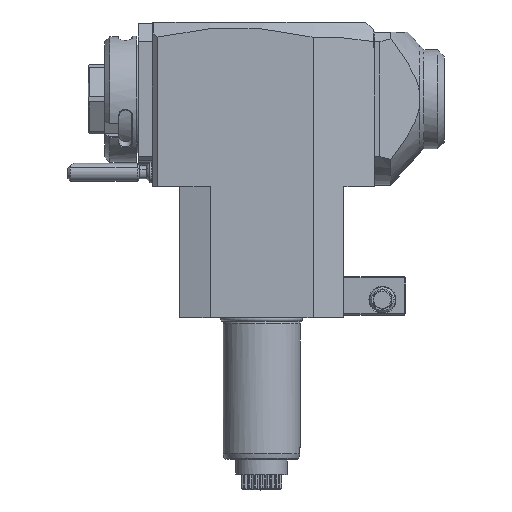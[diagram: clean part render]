
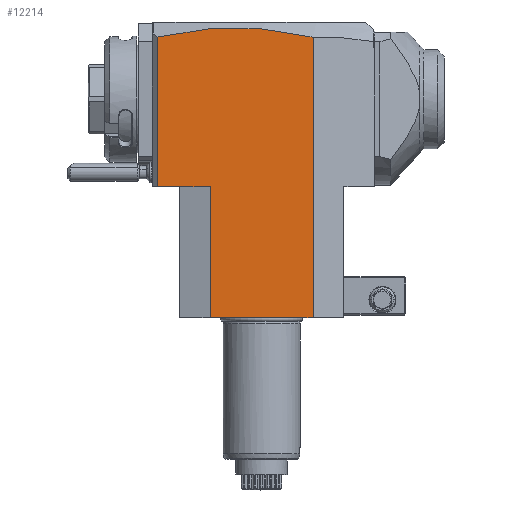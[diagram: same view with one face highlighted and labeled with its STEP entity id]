
A CAD part, top view. The second image highlights one B-rep face of the part: STEP entity #12214.
In plain terms, the highlighted planar face has unit normal (0, 0, 1).
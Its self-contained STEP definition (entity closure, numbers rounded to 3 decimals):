
#17=DIRECTION('',(-1.,0.,0.));
#18=VECTOR('',#17,40.);
#19=CARTESIAN_POINT('',(20.,0.,32.));
#20=LINE('',#19,#18);
#1014=DIRECTION('',(0.,1.,0.));
#1015=VECTOR('',#1014,109.092);
#1016=CARTESIAN_POINT('',(20.,0.,32.));
#1017=LINE('',#1016,#1015);
#1040=DIRECTION('',(-1.,0.,0.));
#1041=VECTOR('',#1040,20.5);
#1042=CARTESIAN_POINT('',(-20.,51.,32.));
#1043=LINE('',#1042,#1041);
#1044=CARTESIAN_POINT('',(-40.5,109.133,32.));
#1045=CARTESIAN_POINT('',(-35.458,110.345,32.));
#1046=CARTESIAN_POINT('',(-25.373,112.145,32.));
#1047=CARTESIAN_POINT('',(-10.247,113.032,32.));
#1048=CARTESIAN_POINT('',(4.877,112.124,32.));
#1049=CARTESIAN_POINT('',(14.959,110.311,32.));
#1050=CARTESIAN_POINT('',(20.,109.092,32.));
#1064=DIRECTION('',(0.,-1.,0.));
#1065=VECTOR('',#1064,58.133);
#1066=CARTESIAN_POINT('',(-40.5,109.133,32.));
#1067=LINE('',#1066,#1065);
#1077=DIRECTION('',(0.,-1.,0.));
#1078=VECTOR('',#1077,51.);
#1079=CARTESIAN_POINT('',(-20.,51.,32.));
#1080=LINE('',#1079,#1078);
#10481=VERTEX_POINT('',#1044);
#10482=VERTEX_POINT('',#1050);
#10851=CARTESIAN_POINT('',(-40.5,51.,32.));
#10853=VERTEX_POINT('',#10851);
#10871=CARTESIAN_POINT('',(20.,0.,32.));
#10872=VERTEX_POINT('',#10871);
#10873=CARTESIAN_POINT('',(-20.,0.,32.));
#10874=VERTEX_POINT('',#10873);
#11329=CARTESIAN_POINT('',(-20.,51.,32.));
#11330=VERTEX_POINT('',#11329);
#12198=CARTESIAN_POINT('',(-35.103,51.,32.));
#12199=DIRECTION('',(0.,0.,1.));
#12200=DIRECTION('',(1.,0.,0.));
#12201=AXIS2_PLACEMENT_3D('',#12198,#12199,#12200);
#12202=PLANE('',#12201);
#12204=ORIENTED_EDGE('',*,*,#12203,.T.);
#12206=ORIENTED_EDGE('',*,*,#12205,.F.);
#12207=ORIENTED_EDGE('',*,*,#11552,.T.);
#12208=ORIENTED_EDGE('',*,*,#12186,.F.);
#12209=ORIENTED_EDGE('',*,*,#11344,.T.);
#12211=ORIENTED_EDGE('',*,*,#12210,.F.);
#12212=EDGE_LOOP('',(#12204,#12206,#12207,#12208,#12209,#12211));
#12213=FACE_OUTER_BOUND('',#12212,.F.);
#1051=B_SPLINE_CURVE_WITH_KNOTS('',3,(#1044,#1045,#1046,#1047,#1048,#1049,
#1050),.UNSPECIFIED.,.F.,.F.,(4,1,1,1,4),(0.,0.25,0.5,0.75,1.),
.UNSPECIFIED.);
#11344=EDGE_CURVE('',#10872,#10874,#20,.T.);
#11552=EDGE_CURVE('',#10481,#10482,#1051,.T.);
#12186=EDGE_CURVE('',#10872,#10482,#1017,.T.);
#12203=EDGE_CURVE('',#11330,#10853,#1043,.T.);
#12205=EDGE_CURVE('',#10481,#10853,#1067,.T.);
#12210=EDGE_CURVE('',#11330,#10874,#1080,.T.);
#12214=ADVANCED_FACE('',(#12213),#12202,.T.);
